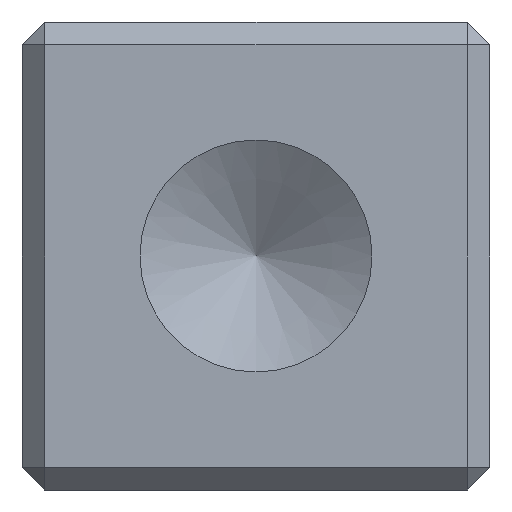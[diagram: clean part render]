
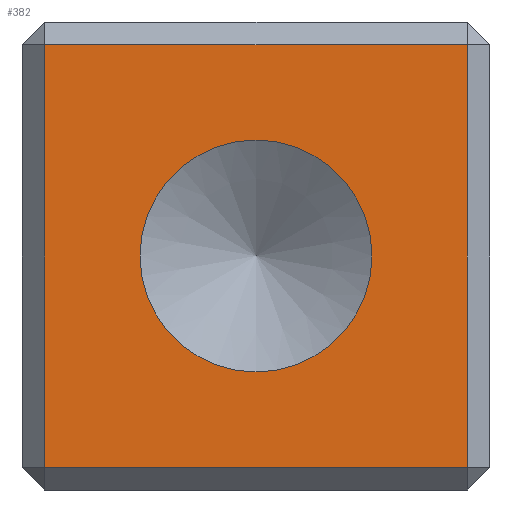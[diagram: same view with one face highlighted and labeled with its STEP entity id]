
A CAD part, front view. The second image highlights one B-rep face of the part: STEP entity #382.
In plain terms, the highlighted planar face has unit normal (0, -1, 0).
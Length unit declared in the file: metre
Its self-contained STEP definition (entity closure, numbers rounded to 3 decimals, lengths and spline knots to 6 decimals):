
#15=CIRCLE('',#424,0.002553);
#37=ORIENTED_EDGE('',*,*,#137,.T.);
#38=ORIENTED_EDGE('',*,*,#138,.T.);
#39=ORIENTED_EDGE('',*,*,#139,.T.);
#40=ORIENTED_EDGE('',*,*,#140,.T.);
#41=ORIENTED_EDGE('',*,*,#141,.T.);
#137=EDGE_CURVE('',#187,#188,#214,.T.);
#138=EDGE_CURVE('',#188,#189,#215,.T.);
#139=EDGE_CURVE('',#189,#190,#216,.T.);
#140=EDGE_CURVE('',#190,#187,#217,.T.);
#141=EDGE_CURVE('',#191,#191,#15,.T.);
#187=VERTEX_POINT('',#606);
#188=VERTEX_POINT('',#607);
#189=VERTEX_POINT('',#609);
#190=VERTEX_POINT('',#611);
#191=VERTEX_POINT('',#614);
#214=LINE('',#605,#262);
#215=LINE('',#608,#263);
#216=LINE('',#610,#264);
#217=LINE('',#612,#265);
#262=VECTOR('',#482,1.);
#263=VECTOR('',#483,1.);
#264=VECTOR('',#484,1.);
#265=VECTOR('',#485,1.);
#295=EDGE_LOOP('',(#37,#38,#39,#40));
#296=EDGE_LOOP('',(#41));
#325=FACE_BOUND('',#295,.T.);
#326=FACE_BOUND('',#296,.T.);
#356=PLANE('',#423);
#382=ADVANCED_FACE('',(#325,#326),#356,.T.);
#423=AXIS2_PLACEMENT_3D('',#604,#480,#481);
#424=AXIS2_PLACEMENT_3D('',#613,#486,#487);
#480=DIRECTION('',(0.,-1.,0.));
#481=DIRECTION('',(1.,0.,0.));
#482=DIRECTION('',(0.,0.,1.));
#483=DIRECTION('',(-1.,0.,0.));
#484=DIRECTION('',(0.,0.,-1.));
#485=DIRECTION('',(1.,0.,0.));
#486=DIRECTION('',(0.,1.,0.));
#487=DIRECTION('',(0.,0.,1.));
#604=CARTESIAN_POINT('',(-0.239589,-0.214394,-0.058738));
#605=CARTESIAN_POINT('',(-0.234939,-0.214394,-0.058738));
#606=CARTESIAN_POINT('',(-0.234939,-0.214394,-0.063388));
#607=CARTESIAN_POINT('',(-0.234939,-0.214394,-0.054088));
#608=CARTESIAN_POINT('',(-0.239589,-0.214394,-0.054088));
#609=CARTESIAN_POINT('',(-0.244239,-0.214394,-0.054088));
#610=CARTESIAN_POINT('',(-0.244239,-0.214394,-0.063888));
#611=CARTESIAN_POINT('',(-0.244239,-0.214394,-0.063388));
#612=CARTESIAN_POINT('',(-0.234439,-0.214394,-0.063388));
#613=CARTESIAN_POINT('',(-0.239589,-0.214394,-0.058738));
#614=CARTESIAN_POINT('',(-0.239589,-0.214394,-0.056185));
